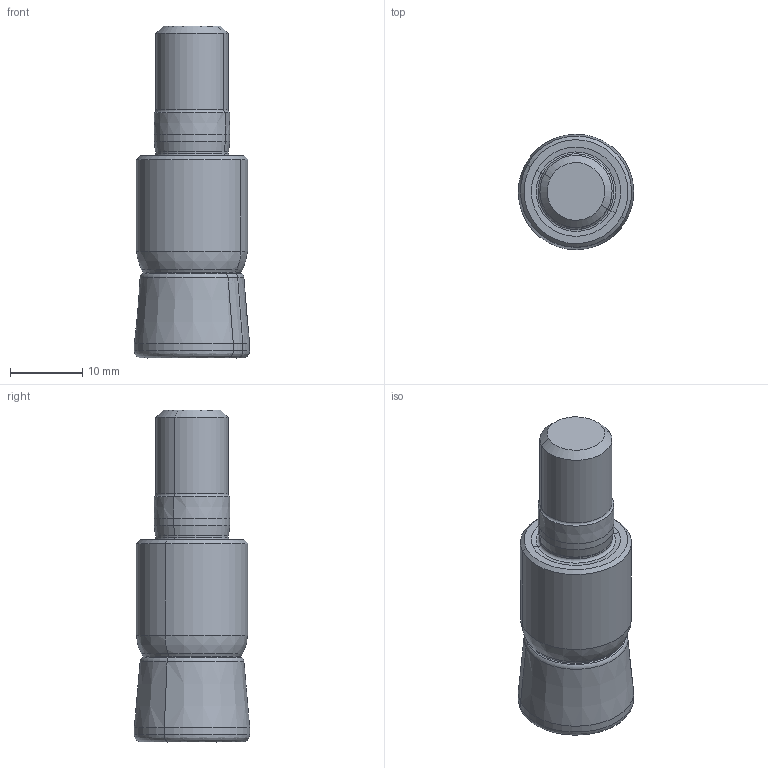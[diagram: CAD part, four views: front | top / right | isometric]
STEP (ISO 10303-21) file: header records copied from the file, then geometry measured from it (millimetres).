
FILE_DESCRIPTION(('CATIA V5 STEP Exchange'),'2;1');
FILE_NAME('Bm57983-FT_BS90 TE16.016 Z02 M10_Kollsionsmodell.stp','2019-08-28T11:23:29+00:00',('none'),('none'),'CATIA Version 5-6 Release 2016 SP5 HF39','CATIA V5 STEP AP203','none');
FILE_SCHEMA(('CONFIG_CONTROL_DESIGN'));
Length unit declared in the file: millimetre
Products named in the file (1): Part3
Bounding box: 15.99 x 15.99 x 46 mm (x, y, z)
Volume: 6514.1 mm3; surface area: 2396.2 mm2
Topology: 1 solids, 2 shells, 53 faces, 121 edges, 71 vertices
Faces by surface type: cone 16, revolution 12, cylinder 11, torus 10, sphere 2, plane 2
Entity records: 1470 total; most frequent: CARTESIAN_POINT 397, ORIENTED_EDGE 208, DIRECTION 159, EDGE_CURVE 112, AXIS2_PLACEMENT_3D 92, CIRCLE 69, VERTEX_POINT 63, EDGE_LOOP 54
